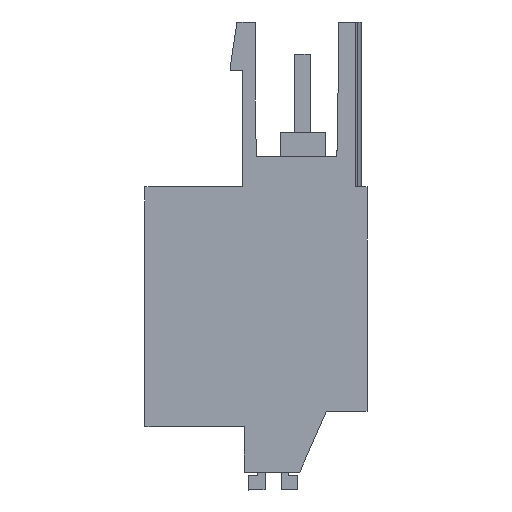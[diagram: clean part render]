
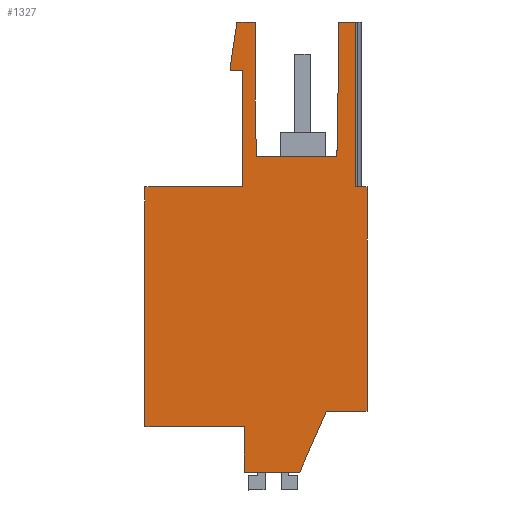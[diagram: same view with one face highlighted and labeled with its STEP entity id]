
A CAD part, left-side view. The second image highlights one B-rep face of the part: STEP entity #1327.
In plain terms, the highlighted planar face has unit normal (-1, 0, 0).
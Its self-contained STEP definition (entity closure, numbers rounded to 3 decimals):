
#1171=AXIS2_PLACEMENT_3D('Plane Axis2P3D',#1168,#1169,#1170) ;
#42=CARTESIAN_POINT('Vertex',(0.,2.6,5.043)) ;
#45=CARTESIAN_POINT('Line Origine',(0.,3.45,3.093)) ;
#49=CARTESIAN_POINT('Vertex',(0.,4.3,1.143)) ;
#82=CARTESIAN_POINT('Vertex',(0.,0.,5.043)) ;
#85=CARTESIAN_POINT('Line Origine',(0.,1.3,5.043)) ;
#1168=CARTESIAN_POINT('Axis2P3D Location',(0.,6.8,19.383)) ;
#1173=CARTESIAN_POINT('Line Origine',(0.,7.158,27.858)) ;
#1177=CARTESIAN_POINT('Vertex',(0.,7.158,25.783)) ;
#1179=CARTESIAN_POINT('Vertex',(0.,7.158,29.933)) ;
#1182=CARTESIAN_POINT('Line Origine',(0.,7.738,29.933)) ;
#1186=CARTESIAN_POINT('Vertex',(0.,8.318,29.933)) ;
#1189=CARTESIAN_POINT('Line Origine',(0.,8.528,28.533)) ;
#1193=CARTESIAN_POINT('Vertex',(0.,8.738,27.133)) ;
#1196=CARTESIAN_POINT('Line Origine',(0.,8.738,26.973)) ;
#1200=CARTESIAN_POINT('Vertex',(0.,8.738,26.813)) ;
#1203=CARTESIAN_POINT('Line Origine',(0.,8.353,26.813)) ;
#1207=CARTESIAN_POINT('Vertex',(0.,7.968,26.813)) ;
#1210=CARTESIAN_POINT('Line Origine',(0.,7.968,23.098)) ;
#1214=CARTESIAN_POINT('Vertex',(0.,7.968,19.383)) ;
#1217=CARTESIAN_POINT('Line Origine',(0.,11.084,19.383)) ;
#1221=CARTESIAN_POINT('Vertex',(0.,14.2,19.383)) ;
#1224=CARTESIAN_POINT('Line Origine',(0.,14.2,11.713)) ;
#1228=CARTESIAN_POINT('Vertex',(0.,14.2,4.043)) ;
#1231=CARTESIAN_POINT('Line Origine',(0.,11.025,4.043)) ;
#1235=CARTESIAN_POINT('Vertex',(0.,7.85,4.043)) ;
#1238=CARTESIAN_POINT('Line Origine',(0.,7.85,2.593)) ;
#1242=CARTESIAN_POINT('Vertex',(0.,7.85,1.143)) ;
#1245=CARTESIAN_POINT('Line Origine',(0.,6.075,1.143)) ;
#1250=CARTESIAN_POINT('Line Origine',(0.,0.,12.213)) ;
#1254=CARTESIAN_POINT('Vertex',(0.,0.,19.383)) ;
#1257=CARTESIAN_POINT('Line Origine',(0.,0.361,19.383)) ;
#1261=CARTESIAN_POINT('Vertex',(0.,0.723,19.383)) ;
#1264=CARTESIAN_POINT('Line Origine',(0.,0.723,24.658)) ;
#1268=CARTESIAN_POINT('Vertex',(0.,0.723,29.933)) ;
#1271=CARTESIAN_POINT('Line Origine',(0.,1.285,29.933)) ;
#1275=CARTESIAN_POINT('Vertex',(0.,1.848,29.933)) ;
#1278=CARTESIAN_POINT('Line Origine',(0.,1.848,27.858)) ;
#1282=CARTESIAN_POINT('Vertex',(0.,1.848,25.783)) ;
#1285=CARTESIAN_POINT('Line Origine',(0.,1.887,23.558)) ;
#1289=CARTESIAN_POINT('Vertex',(0.,1.926,21.333)) ;
#1292=CARTESIAN_POINT('Line Origine',(0.,4.503,21.333)) ;
#1296=CARTESIAN_POINT('Vertex',(0.,7.08,21.333)) ;
#1299=CARTESIAN_POINT('Line Origine',(0.,7.119,23.558)) ;
#46=DIRECTION('Vector Direction',(0.,-0.4,0.917)) ;
#86=DIRECTION('Vector Direction',(0.,-1.,0.)) ;
#1169=DIRECTION('Axis2P3D Direction',(-1.,0.,0.)) ;
#1170=DIRECTION('Axis2P3D XDirection',(0.,1.,0.)) ;
#1174=DIRECTION('Vector Direction',(0.,0.,1.)) ;
#1183=DIRECTION('Vector Direction',(0.,1.,0.)) ;
#1190=DIRECTION('Vector Direction',(0.,0.148,-0.989)) ;
#1197=DIRECTION('Vector Direction',(0.,0.,-1.)) ;
#1204=DIRECTION('Vector Direction',(0.,1.,0.)) ;
#1211=DIRECTION('Vector Direction',(0.,0.,1.)) ;
#1218=DIRECTION('Vector Direction',(0.,1.,0.)) ;
#1225=DIRECTION('Vector Direction',(0.,0.,-1.)) ;
#1232=DIRECTION('Vector Direction',(0.,-1.,0.)) ;
#1239=DIRECTION('Vector Direction',(0.,0.,-1.)) ;
#1246=DIRECTION('Vector Direction',(0.,-1.,0.)) ;
#1251=DIRECTION('Vector Direction',(0.,0.,1.)) ;
#1258=DIRECTION('Vector Direction',(0.,1.,0.)) ;
#1265=DIRECTION('Vector Direction',(0.,0.,-1.)) ;
#1272=DIRECTION('Vector Direction',(0.,1.,0.)) ;
#1279=DIRECTION('Vector Direction',(0.,0.,1.)) ;
#1286=DIRECTION('Vector Direction',(0.,0.017,-1.)) ;
#1293=DIRECTION('Vector Direction',(0.,-1.,0.)) ;
#1300=DIRECTION('Vector Direction',(0.,-0.017,-1.)) ;
#47=VECTOR('Line Direction',#46,1.) ;
#87=VECTOR('Line Direction',#86,1.) ;
#1175=VECTOR('Line Direction',#1174,1.) ;
#1184=VECTOR('Line Direction',#1183,1.) ;
#1191=VECTOR('Line Direction',#1190,1.) ;
#1198=VECTOR('Line Direction',#1197,1.) ;
#1205=VECTOR('Line Direction',#1204,1.) ;
#1212=VECTOR('Line Direction',#1211,1.) ;
#1219=VECTOR('Line Direction',#1218,1.) ;
#1226=VECTOR('Line Direction',#1225,1.) ;
#1233=VECTOR('Line Direction',#1232,1.) ;
#1240=VECTOR('Line Direction',#1239,1.) ;
#1247=VECTOR('Line Direction',#1246,1.) ;
#1252=VECTOR('Line Direction',#1251,1.) ;
#1259=VECTOR('Line Direction',#1258,1.) ;
#1266=VECTOR('Line Direction',#1265,1.) ;
#1273=VECTOR('Line Direction',#1272,1.) ;
#1280=VECTOR('Line Direction',#1279,1.) ;
#1287=VECTOR('Line Direction',#1286,1.) ;
#1294=VECTOR('Line Direction',#1293,1.) ;
#1301=VECTOR('Line Direction',#1300,1.) ;
#1305=ORIENTED_EDGE('',*,*,#1181,.T.) ;
#1306=ORIENTED_EDGE('',*,*,#1188,.T.) ;
#1307=ORIENTED_EDGE('',*,*,#1195,.T.) ;
#1308=ORIENTED_EDGE('',*,*,#1202,.T.) ;
#1309=ORIENTED_EDGE('',*,*,#1209,.F.) ;
#1310=ORIENTED_EDGE('',*,*,#1216,.F.) ;
#1311=ORIENTED_EDGE('',*,*,#1223,.T.) ;
#1312=ORIENTED_EDGE('',*,*,#1230,.T.) ;
#1313=ORIENTED_EDGE('',*,*,#1237,.T.) ;
#1314=ORIENTED_EDGE('',*,*,#1244,.T.) ;
#1315=ORIENTED_EDGE('',*,*,#1249,.T.) ;
#1316=ORIENTED_EDGE('',*,*,#51,.T.) ;
#1317=ORIENTED_EDGE('',*,*,#89,.T.) ;
#1318=ORIENTED_EDGE('',*,*,#1256,.T.) ;
#1319=ORIENTED_EDGE('',*,*,#1263,.T.) ;
#1320=ORIENTED_EDGE('',*,*,#1270,.F.) ;
#1321=ORIENTED_EDGE('',*,*,#1277,.T.) ;
#1322=ORIENTED_EDGE('',*,*,#1284,.F.) ;
#1323=ORIENTED_EDGE('',*,*,#1291,.T.) ;
#1324=ORIENTED_EDGE('',*,*,#1298,.F.) ;
#1325=ORIENTED_EDGE('',*,*,#1303,.F.) ;
#1327=ADVANCED_FACE('HOUSING',(#1326),#1172,.T.) ;
#51=EDGE_CURVE('',#50,#43,#48,.T.) ;
#89=EDGE_CURVE('',#43,#83,#88,.T.) ;
#1181=EDGE_CURVE('',#1178,#1180,#1176,.T.) ;
#1188=EDGE_CURVE('',#1180,#1187,#1185,.T.) ;
#1195=EDGE_CURVE('',#1187,#1194,#1192,.T.) ;
#1202=EDGE_CURVE('',#1194,#1201,#1199,.T.) ;
#1209=EDGE_CURVE('',#1208,#1201,#1206,.T.) ;
#1216=EDGE_CURVE('',#1215,#1208,#1213,.T.) ;
#1223=EDGE_CURVE('',#1215,#1222,#1220,.T.) ;
#1230=EDGE_CURVE('',#1222,#1229,#1227,.T.) ;
#1237=EDGE_CURVE('',#1229,#1236,#1234,.T.) ;
#1244=EDGE_CURVE('',#1236,#1243,#1241,.T.) ;
#1249=EDGE_CURVE('',#1243,#50,#1248,.T.) ;
#1256=EDGE_CURVE('',#83,#1255,#1253,.T.) ;
#1263=EDGE_CURVE('',#1255,#1262,#1260,.T.) ;
#1270=EDGE_CURVE('',#1269,#1262,#1267,.T.) ;
#1277=EDGE_CURVE('',#1269,#1276,#1274,.T.) ;
#1284=EDGE_CURVE('',#1283,#1276,#1281,.T.) ;
#1291=EDGE_CURVE('',#1283,#1290,#1288,.T.) ;
#1298=EDGE_CURVE('',#1297,#1290,#1295,.T.) ;
#1303=EDGE_CURVE('',#1178,#1297,#1302,.T.) ;
#1304=EDGE_LOOP('',(#1305,#1306,#1307,#1308,#1309,#1310,#1311,#1312,#1313,#1314,#1315,#1316,#1317,#1318,#1319,#1320,#1321,#1322,#1323,#1324,#1325)) ;
#1326=FACE_OUTER_BOUND('',#1304,.T.) ;
#48=LINE('Line',#45,#47) ;
#88=LINE('Line',#85,#87) ;
#1176=LINE('Line',#1173,#1175) ;
#1185=LINE('Line',#1182,#1184) ;
#1192=LINE('Line',#1189,#1191) ;
#1199=LINE('Line',#1196,#1198) ;
#1206=LINE('Line',#1203,#1205) ;
#1213=LINE('Line',#1210,#1212) ;
#1220=LINE('Line',#1217,#1219) ;
#1227=LINE('Line',#1224,#1226) ;
#1234=LINE('Line',#1231,#1233) ;
#1241=LINE('Line',#1238,#1240) ;
#1248=LINE('Line',#1245,#1247) ;
#1253=LINE('Line',#1250,#1252) ;
#1260=LINE('Line',#1257,#1259) ;
#1267=LINE('Line',#1264,#1266) ;
#1274=LINE('Line',#1271,#1273) ;
#1281=LINE('Line',#1278,#1280) ;
#1288=LINE('Line',#1285,#1287) ;
#1295=LINE('Line',#1292,#1294) ;
#1302=LINE('Line',#1299,#1301) ;
#1172=PLANE('',#1171) ;
#43=VERTEX_POINT('',#42) ;
#50=VERTEX_POINT('',#49) ;
#83=VERTEX_POINT('',#82) ;
#1178=VERTEX_POINT('',#1177) ;
#1180=VERTEX_POINT('',#1179) ;
#1187=VERTEX_POINT('',#1186) ;
#1194=VERTEX_POINT('',#1193) ;
#1201=VERTEX_POINT('',#1200) ;
#1208=VERTEX_POINT('',#1207) ;
#1215=VERTEX_POINT('',#1214) ;
#1222=VERTEX_POINT('',#1221) ;
#1229=VERTEX_POINT('',#1228) ;
#1236=VERTEX_POINT('',#1235) ;
#1243=VERTEX_POINT('',#1242) ;
#1255=VERTEX_POINT('',#1254) ;
#1262=VERTEX_POINT('',#1261) ;
#1269=VERTEX_POINT('',#1268) ;
#1276=VERTEX_POINT('',#1275) ;
#1283=VERTEX_POINT('',#1282) ;
#1290=VERTEX_POINT('',#1289) ;
#1297=VERTEX_POINT('',#1296) ;
